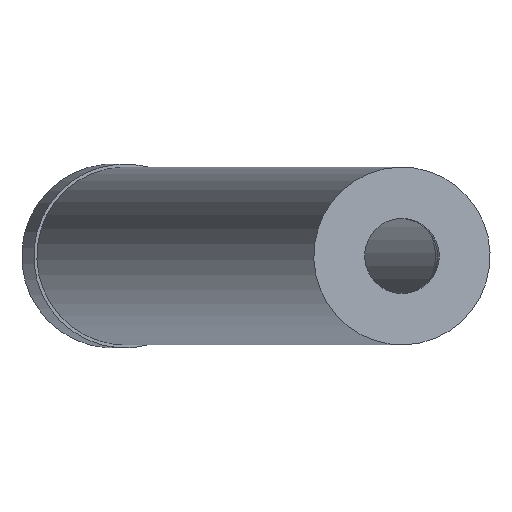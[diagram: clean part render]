
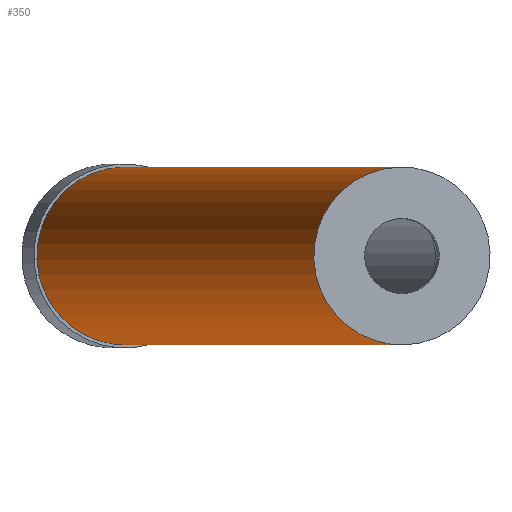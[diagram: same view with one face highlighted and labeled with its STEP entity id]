
A CAD part, left-side view. The second image highlights one B-rep face of the part: STEP entity #350.
In plain terms, the highlighted cylindrical face has radius 58 mm (diameter 116 mm), a full revolution.
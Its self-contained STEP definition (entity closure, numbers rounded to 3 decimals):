
#20=CYLINDRICAL_SURFACE('',#398,58.);
#44=LINE('',#600,#70);
#70=VECTOR('',#489,58.);
#96=FACE_OUTER_BOUND('',#123,.T.);
#123=EDGE_LOOP('',(#290,#291,#292,#293));
#148=CIRCLE('',#399,58.);
#149=CIRCLE('',#400,58.);
#178=VERTEX_POINT('',#597);
#179=VERTEX_POINT('',#599);
#217=EDGE_CURVE('',#178,#178,#148,.F.);
#218=EDGE_CURVE('',#178,#179,#44,.T.);
#219=EDGE_CURVE('',#179,#179,#149,.T.);
#290=ORIENTED_EDGE('',*,*,#217,.F.);
#291=ORIENTED_EDGE('',*,*,#218,.T.);
#292=ORIENTED_EDGE('',*,*,#219,.T.);
#293=ORIENTED_EDGE('',*,*,#218,.F.);
#350=ADVANCED_FACE('',(#96),#20,.T.);
#398=AXIS2_PLACEMENT_3D('',#596,#485,#486);
#399=AXIS2_PLACEMENT_3D('',#598,#487,#488);
#400=AXIS2_PLACEMENT_3D('',#601,#490,#491);
#485=DIRECTION('center_axis',(-0.991,-0.132,0.));
#486=DIRECTION('ref_axis',(-0.098,0.732,-0.674));
#487=DIRECTION('center_axis',(0.991,0.132,0.));
#488=DIRECTION('ref_axis',(0.128,-0.957,0.261));
#489=DIRECTION('',(0.991,0.132,0.));
#490=DIRECTION('center_axis',(-0.991,-0.132,0.));
#491=DIRECTION('ref_axis',(-0.098,0.732,-0.674));
#596=CARTESIAN_POINT('Origin',(-351.924,3818.779,-447.312));
#597=CARTESIAN_POINT('',(-781.911,3718.236,-408.236));
#598=CARTESIAN_POINT('Origin',(-787.573,3760.721,-447.312));
#599=CARTESIAN_POINT('',(573.11,3898.815,-408.236));
#600=CARTESIAN_POINT('',(-346.262,3776.294,-408.236));
#601=CARTESIAN_POINT('Origin',(567.448,3941.3,-447.312));
